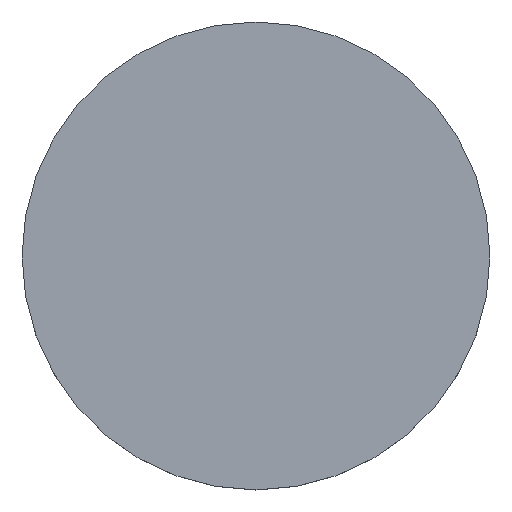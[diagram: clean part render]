
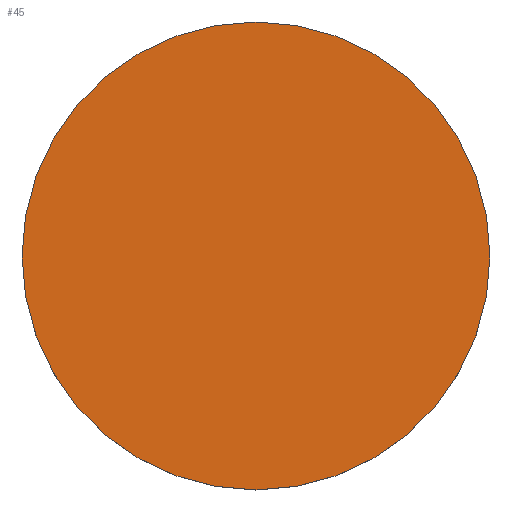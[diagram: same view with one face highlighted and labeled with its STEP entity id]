
A CAD part, top view. The second image highlights one B-rep face of the part: STEP entity #45.
In plain terms, the highlighted planar face has unit normal (0, 0, 1).
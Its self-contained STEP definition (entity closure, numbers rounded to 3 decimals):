
#6 = CARTESIAN_POINT ( 'NONE',  ( 0., 0., 0. ) ) ;
#7 = ORIENTED_EDGE ( 'NONE', *, *, #129, .T. ) ;
#23 = DIRECTION ( 'NONE',  ( 0., 0., 1. ) ) ;
#29 = VERTEX_POINT ( 'NONE', #67 ) ;
#31 = DIRECTION ( 'NONE',  ( 0., 0., -1. ) ) ;
#36 = AXIS2_PLACEMENT_3D ( 'NONE', #42, #31, #94 ) ;
#42 = CARTESIAN_POINT ( 'NONE',  ( 0., 0., 0. ) ) ;
#43 = CARTESIAN_POINT ( 'NONE',  ( 0., 0., 0. ) ) ;
#44 = AXIS2_PLACEMENT_3D ( 'NONE', #6, #23, #153 ) ;
#45 = ADVANCED_FACE ( 'NONE', ( #175 ), #70, .F. ) ;
#54 = ORIENTED_EDGE ( 'NONE', *, *, #112, .T. ) ;
#63 = CIRCLE ( 'NONE', #44, 12.5 ) ;
#67 = CARTESIAN_POINT ( 'NONE',  ( 12.5, 0., 0. ) ) ;
#70 = PLANE ( 'NONE',  #36 ) ;
#80 = VERTEX_POINT ( 'NONE', #162 ) ;
#94 = DIRECTION ( 'NONE',  ( -1., 0., 0. ) ) ;
#98 = DIRECTION ( 'NONE',  ( 1., 0., 0. ) ) ;
#101 = CIRCLE ( 'NONE', #173, 12.5 ) ;
#112 = EDGE_CURVE ( 'NONE', #29, #80, #101, .T. ) ;
#128 = EDGE_LOOP ( 'NONE', ( #54, #7 ) ) ;
#129 = EDGE_CURVE ( 'NONE', #80, #29, #63, .T. ) ;
#141 = DIRECTION ( 'NONE',  ( 0., 0., 1. ) ) ;
#153 = DIRECTION ( 'NONE',  ( 1., 0., 0. ) ) ;
#162 = CARTESIAN_POINT ( 'NONE',  ( -12.5, 0., 0. ) ) ;
#173 = AXIS2_PLACEMENT_3D ( 'NONE', #43, #141, #98 ) ;
#175 = FACE_OUTER_BOUND ( 'NONE', #128, .T. ) ;
